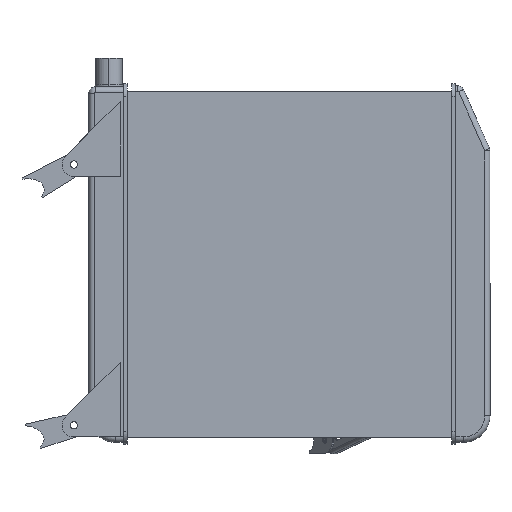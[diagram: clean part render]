
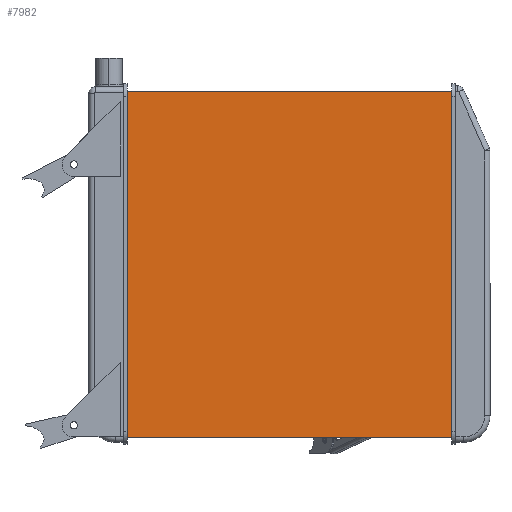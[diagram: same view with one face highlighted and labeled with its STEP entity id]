
A CAD part, top view. The second image highlights one B-rep face of the part: STEP entity #7982.
In plain terms, the highlighted planar face has unit normal (0, 0, 1).
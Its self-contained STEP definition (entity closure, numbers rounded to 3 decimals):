
#235 = ORIENTED_EDGE ( 'NONE', *, *, #6118, .T. ) ;
#478 = VERTEX_POINT ( 'NONE', #1498 ) ;
#914 = VERTEX_POINT ( 'NONE', #9435 ) ;
#1074 = DIRECTION ( 'NONE',  ( 0., -1., 0. ) ) ;
#1092 = CARTESIAN_POINT ( 'NONE',  ( -152.5, 0., 12. ) ) ;
#1498 = CARTESIAN_POINT ( 'NONE',  ( 152.5, 325., 12. ) ) ;
#1875 = VERTEX_POINT ( 'NONE', #6214 ) ;
#2027 = EDGE_CURVE ( 'NONE', #1875, #478, #10350, .T. ) ;
#2618 = ORIENTED_EDGE ( 'NONE', *, *, #8013, .T. ) ;
#3012 = VERTEX_POINT ( 'NONE', #6302 ) ;
#3758 = DIRECTION ( 'NONE',  ( -1., 0., 0. ) ) ;
#3918 = CARTESIAN_POINT ( 'NONE',  ( -152.5, 325., 12. ) ) ;
#4118 = DIRECTION ( 'NONE',  ( -1., 0., 0. ) ) ;
#4128 = DIRECTION ( 'NONE',  ( 0., 0., -1. ) ) ;
#4180 = CARTESIAN_POINT ( 'NONE',  ( 0., 0., 12. ) ) ;
#4182 = PLANE ( 'NONE',  #5955 ) ;
#4399 = DIRECTION ( 'NONE',  ( 1., 0., 0. ) ) ;
#4441 = CARTESIAN_POINT ( 'NONE',  ( -152.5, 0., 12. ) ) ;
#4465 = VECTOR ( 'NONE', #1074, 1000. ) ;
#4538 = VECTOR ( 'NONE', #8392, 1000. ) ;
#4681 = LINE ( 'NONE', #3918, #4883 ) ;
#4883 = VECTOR ( 'NONE', #3758, 1000. ) ;
#5955 = AXIS2_PLACEMENT_3D ( 'NONE', #4180, #4128, #4118 ) ;
#6118 = EDGE_CURVE ( 'NONE', #3012, #1875, #6281, .T. ) ;
#6214 = CARTESIAN_POINT ( 'NONE',  ( 152.5, 0., 12. ) ) ;
#6281 = LINE ( 'NONE', #4441, #9608 ) ;
#6302 = CARTESIAN_POINT ( 'NONE',  ( -152.5, 0., 12. ) ) ;
#6600 = EDGE_CURVE ( 'NONE', #914, #3012, #7311, .T. ) ;
#7311 = LINE ( 'NONE', #1092, #4465 ) ;
#7728 = FACE_OUTER_BOUND ( 'NONE', #9696, .T. ) ;
#7890 = CARTESIAN_POINT ( 'NONE',  ( 152.5, 0., 12. ) ) ;
#7982 = ADVANCED_FACE ( 'NONE', ( #7728 ), #4182, .F. ) ;
#8013 = EDGE_CURVE ( 'NONE', #478, #914, #4681, .T. ) ;
#8392 = DIRECTION ( 'NONE',  ( 0., 1., 0. ) ) ;
#9029 = ORIENTED_EDGE ( 'NONE', *, *, #6600, .T. ) ;
#9280 = ORIENTED_EDGE ( 'NONE', *, *, #2027, .T. ) ;
#9435 = CARTESIAN_POINT ( 'NONE',  ( -152.5, 325., 12. ) ) ;
#9608 = VECTOR ( 'NONE', #4399, 1000. ) ;
#9696 = EDGE_LOOP ( 'NONE', ( #9029, #235, #9280, #2618 ) ) ;
#10350 = LINE ( 'NONE', #7890, #4538 ) ;
